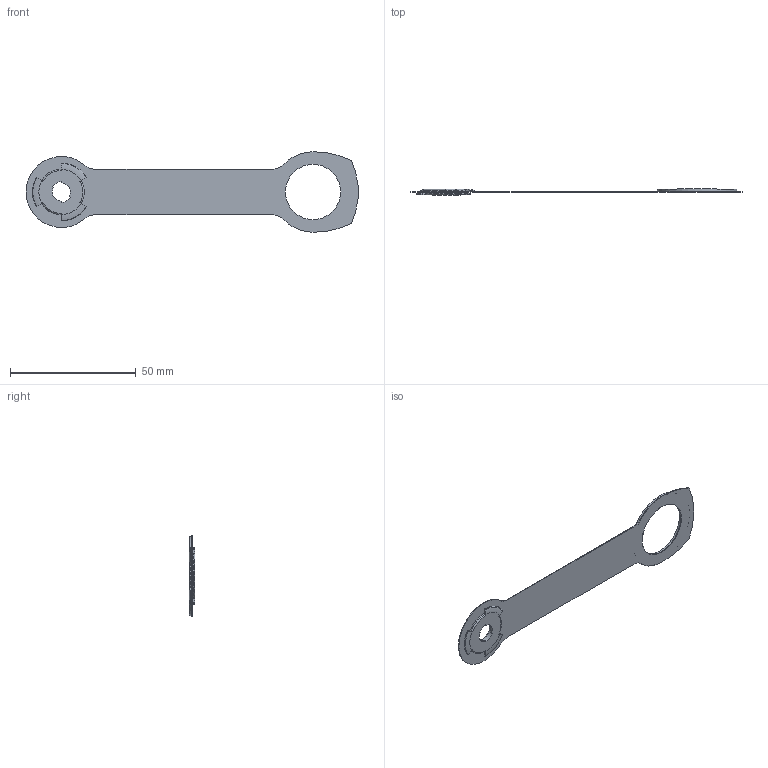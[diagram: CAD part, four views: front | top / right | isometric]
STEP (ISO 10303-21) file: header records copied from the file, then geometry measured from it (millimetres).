
FILE_DESCRIPTION (( 'STEP AP214' ), '1' );
FILE_NAME ('093vs08s01.STEP', '2014-08-18T07:02:03', ( '' ), ( '' ), 'SwSTEP 2.0', 'SolidWorks 2014', '' );
FILE_SCHEMA (( 'AUTOMOTIVE_DESIGN' ));
Length unit declared in the file: millimetre
Products named in the file (4): 093vs08r02; 093vs08s01; 093vs06r01-10r01_093vs08r01; 093vs08r03_093vs08r03
Assembly tree (3 placements, depth 2):
  093vs08s01
    093vs08r03_093vs08r03
    093vs08r02
    093vs06r01-10r01_093vs08r01
Bounding box: 131.99 x 2.35 x 32 mm (x, y, z)
Volume: 1585.4 mm3; surface area: 6354.8 mm2
Topology: 3 solids, 3 shells, 97 faces, 258 edges, 168 vertices
Faces by surface type: torus 34, cylinder 32, plane 25, bspline 4, cone 2
Entity records: 3296 total; most frequent: DIRECTION 614, CARTESIAN_POINT 581, ORIENTED_EDGE 516, AXIS2_PLACEMENT_3D 265, EDGE_CURVE 258, VERTEX_POINT 168, CIRCLE 166, EDGE_LOOP 106
